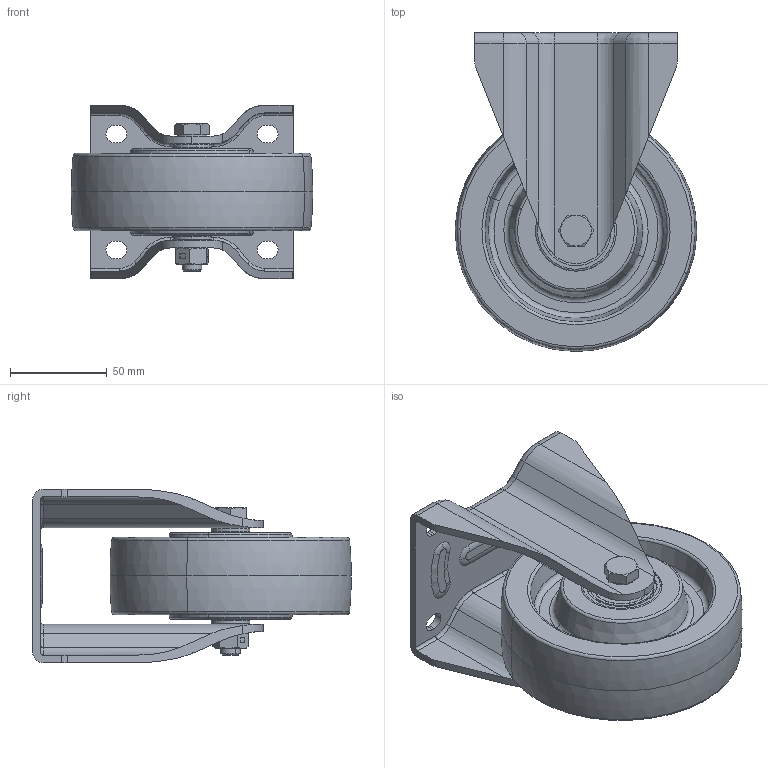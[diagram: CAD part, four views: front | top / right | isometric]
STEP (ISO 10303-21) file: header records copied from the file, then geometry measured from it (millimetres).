
FILE_DESCRIPTION (( 'STEP AP214' ), '1' );
FILE_NAME ('0051069.step', '2020-04-14T08:20:17', ( '' ), ( '' ), 'SwSTEP 2.0', 'SolidWorks 2018', '' );
FILE_SCHEMA (( 'AUTOMOTIVE_DESIGN' ));
Length unit declared in the file: millimetre
Products named in the file (1): 0051069
Bounding box: 124.97 x 164.99 x 90 mm (x, y, z)
Volume: 495452 mm3; surface area: 135209.8 mm2
Topology: 28 solids, 28 shells, 511 faces, 1200 edges, 699 vertices
Faces by surface type: cylinder 139, bspline 132, plane 110, cone 92, torus 38
Entity records: 23744 total; most frequent: CARTESIAN_POINT 6784, DIRECTION 2365, ORIENTED_EDGE 2272, EDGE_CURVE 1136, AXIS2_PLACEMENT_3D 997, VERTEX_POINT 699, CIRCLE 617, EDGE_LOOP 565
